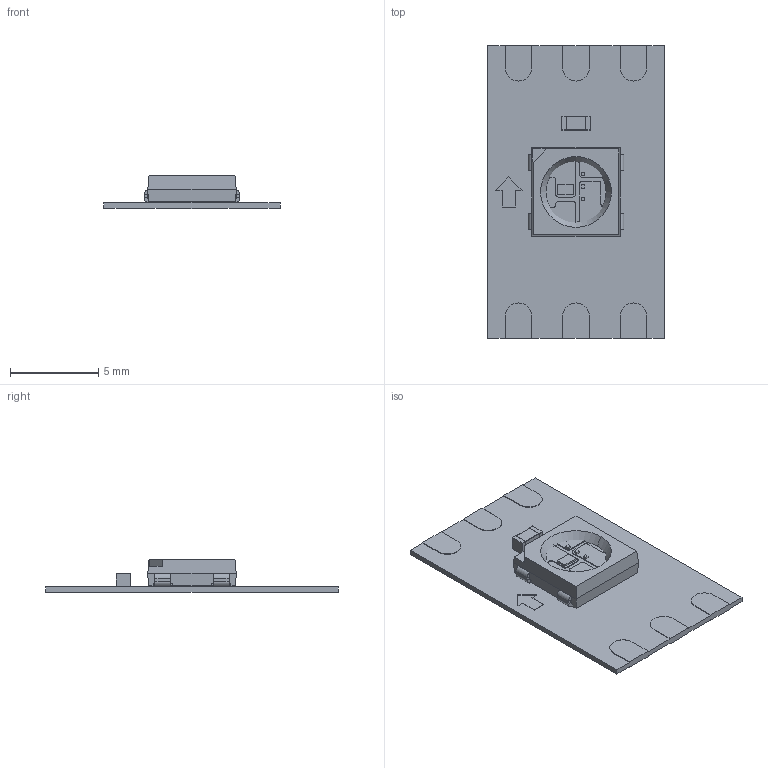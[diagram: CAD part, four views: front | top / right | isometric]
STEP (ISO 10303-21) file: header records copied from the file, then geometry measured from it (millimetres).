
FILE_DESCRIPTION (( 'STEP AP214' ), '1' );
FILE_NAME ('WS2812 led Strip 10x16mm 60led-m.STEP', '2023-01-20T07:35:58', ( 'Elessar' ), ( '' ), 'SwSTEP 2.0', 'SolidWorks 2018', '' );
FILE_SCHEMA (( 'AUTOMOTIVE_DESIGN' ));
Length unit declared in the file: millimetre
Products named in the file (4): WS2812B^WS2812 led Strip 10x16mm 60led-m; PCB^WS2812 led Strip 10x16mm 60led-m; WS2812 led Strip 10x16mm 60led-m; CAP0603^WS2812 led Strip 10x16mm 60led-m
Assembly tree (3 placements, depth 2):
  WS2812 led Strip 10x16mm 60led-m
    PCB^WS2812 led Strip 10x16mm 60led-m
    WS2812B^WS2812 led Strip 10x16mm 60led-m
    CAP0603^WS2812 led Strip 10x16mm 60led-m
Bounding box: 10 x 16.54 x 1.91 mm (x, y, z)
Volume: 83.6 mm3; surface area: 473.6 mm2
Topology: 11 solids, 11 shells, 266 faces, 675 edges, 434 vertices
Faces by surface type: plane 210, cylinder 54, cone 2
Entity records: 9381 total; most frequent: CARTESIAN_POINT 1381, ORIENTED_EDGE 1350, DIRECTION 1329, EDGE_CURVE 675, VECTOR 565, LINE 565, VERTEX_POINT 434, AXIS2_PLACEMENT_3D 382
